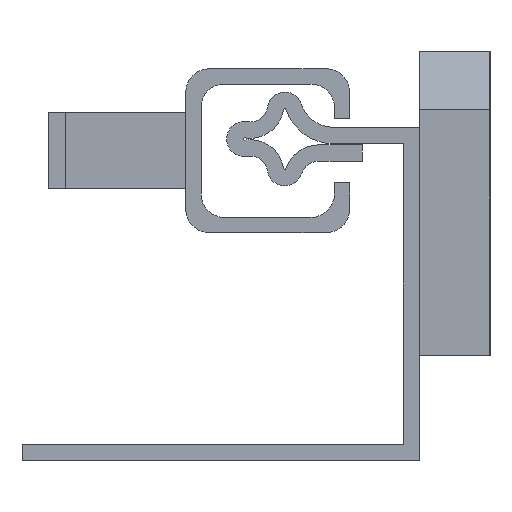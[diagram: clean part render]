
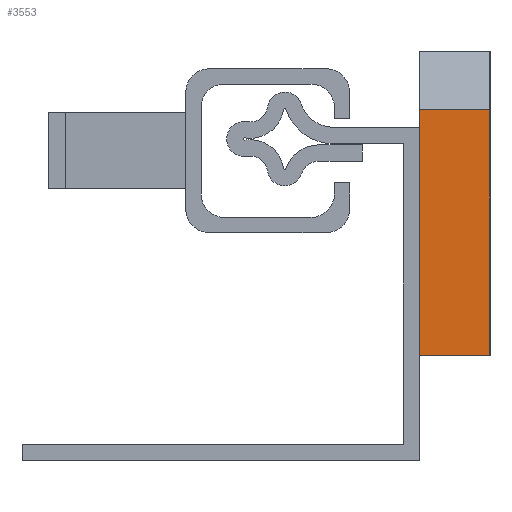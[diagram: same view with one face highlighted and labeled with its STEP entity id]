
A CAD part, left-side view. The second image highlights one B-rep face of the part: STEP entity #3553.
In plain terms, the highlighted planar face has unit normal (-1, 0, 0).
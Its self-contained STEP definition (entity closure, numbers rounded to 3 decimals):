
#621 = FACE_OUTER_BOUND ( 'NONE', #2121, .T. ) ;
#658 = ORIENTED_EDGE ( 'NONE', *, *, #1517, .T. ) ;
#694 = VECTOR ( 'NONE', #2353, 1000. ) ;
#1075 = CARTESIAN_POINT ( 'NONE',  ( -87., 13., 6. ) ) ;
#1124 = ORIENTED_EDGE ( 'NONE', *, *, #3376, .T. ) ;
#1154 = VERTEX_POINT ( 'NONE', #1075 ) ;
#1228 = EDGE_CURVE ( 'NONE', #3530, #3501, #1616, .T. ) ;
#1357 = CARTESIAN_POINT ( 'NONE',  ( -87., 13., 6. ) ) ;
#1407 = CARTESIAN_POINT ( 'NONE',  ( -87., 13., 6. ) ) ;
#1422 = LINE ( 'NONE', #4269, #2263 ) ;
#1517 = EDGE_CURVE ( 'NONE', #3267, #3501, #1422, .T. ) ;
#1616 = LINE ( 'NONE', #1930, #694 ) ;
#1870 = CARTESIAN_POINT ( 'NONE',  ( -87., -8., 0. ) ) ;
#1930 = CARTESIAN_POINT ( 'NONE',  ( -87., -8., 6. ) ) ;
#1956 = CARTESIAN_POINT ( 'NONE',  ( -87., 13., 6. ) ) ;
#1960 = VECTOR ( 'NONE', #3609, 1000. ) ;
#2011 = PLANE ( 'NONE',  #2941 ) ;
#2121 = EDGE_LOOP ( 'NONE', ( #658, #2264, #4478, #1124 ) ) ;
#2165 = DIRECTION ( 'NONE',  ( 0., -1., 0. ) ) ;
#2263 = VECTOR ( 'NONE', #3626, 1000. ) ;
#2264 = ORIENTED_EDGE ( 'NONE', *, *, #1228, .F. ) ;
#2353 = DIRECTION ( 'NONE',  ( 0., 0., -1. ) ) ;
#2758 = DIRECTION ( 'NONE',  ( 1., 0., 0. ) ) ;
#2941 = AXIS2_PLACEMENT_3D ( 'NONE', #1956, #2758, #3794 ) ;
#3084 = CARTESIAN_POINT ( 'NONE',  ( -87., 13., 0. ) ) ;
#3267 = VERTEX_POINT ( 'NONE', #3084 ) ;
#3376 = EDGE_CURVE ( 'NONE', #1154, #3267, #4653, .T. ) ;
#3501 = VERTEX_POINT ( 'NONE', #1870 ) ;
#3530 = VERTEX_POINT ( 'NONE', #3679 ) ;
#3553 = ADVANCED_FACE ( 'NONE', ( #621 ), #2011, .F. ) ;
#3609 = DIRECTION ( 'NONE',  ( 0., 0., -1. ) ) ;
#3626 = DIRECTION ( 'NONE',  ( 0., -1., 0. ) ) ;
#3627 = VECTOR ( 'NONE', #2165, 1000. ) ;
#3656 = EDGE_CURVE ( 'NONE', #1154, #3530, #4540, .T. ) ;
#3679 = CARTESIAN_POINT ( 'NONE',  ( -87., -8., 6. ) ) ;
#3794 = DIRECTION ( 'NONE',  ( 0., 0., -1. ) ) ;
#4269 = CARTESIAN_POINT ( 'NONE',  ( -87., 13., 0. ) ) ;
#4478 = ORIENTED_EDGE ( 'NONE', *, *, #3656, .F. ) ;
#4540 = LINE ( 'NONE', #1357, #3627 ) ;
#4653 = LINE ( 'NONE', #1407, #1960 ) ;
